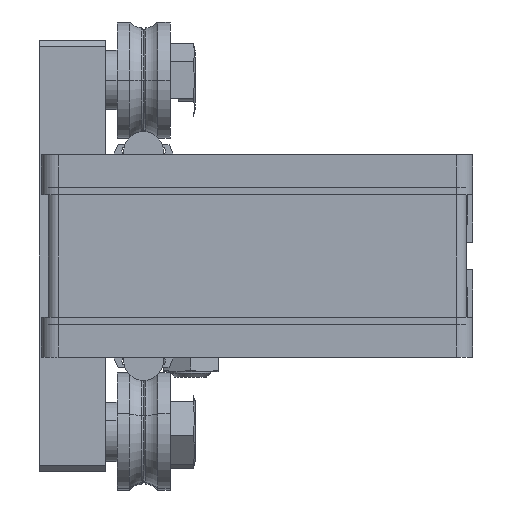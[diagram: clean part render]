
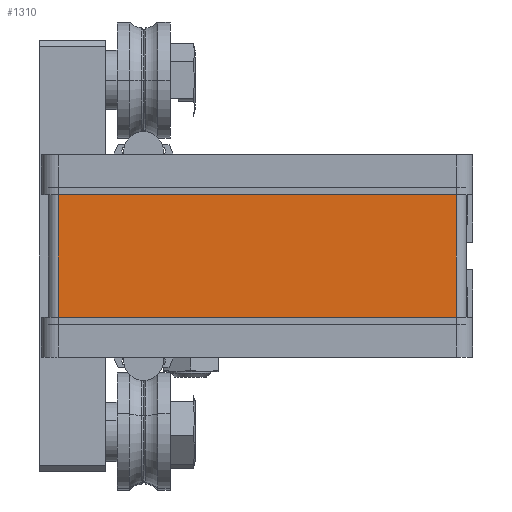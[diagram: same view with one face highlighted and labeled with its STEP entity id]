
A CAD part, left-side view. The second image highlights one B-rep face of the part: STEP entity #1310.
In plain terms, the highlighted planar face has unit normal (-1, 0, 0).
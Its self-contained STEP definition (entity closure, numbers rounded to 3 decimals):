
#616 = CARTESIAN_POINT ( 'NONE',  ( -98., -65.5, -20.5 ) ) ;
#624 = DIRECTION ( 'NONE',  ( 0., 1., 0. ) ) ;
#817 = CARTESIAN_POINT ( 'NONE',  ( -98., -62.5, -20.5 ) ) ;
#818 = DIRECTION ( 'NONE',  ( 0., 0., 1. ) ) ;
#819 = CARTESIAN_POINT ( 'NONE',  ( -98., 57.5, -20.5 ) ) ;
#820 = DIRECTION ( 'NONE',  ( 0., 0., 1. ) ) ;
#829 = CARTESIAN_POINT ( 'NONE',  ( -98., -65.5, 20.5 ) ) ;
#830 = DIRECTION ( 'NONE',  ( 0., 1., 0. ) ) ;
#1310 = ADVANCED_FACE ( 'NONE', ( #30480 ), #28756, .F. ) ;
#1667 = ORIENTED_EDGE ( 'NONE', *, *, #17363, .T. ) ;
#1668 = ORIENTED_EDGE ( 'NONE', *, *, #17283, .F. ) ;
#1669 = ORIENTED_EDGE ( 'NONE', *, *, #17366, .F. ) ;
#1670 = ORIENTED_EDGE ( 'NONE', *, *, #17367, .T. ) ;
#8919 = VERTEX_POINT ( 'NONE', #14625 ) ;
#8951 = VERTEX_POINT ( 'NONE', #14599 ) ;
#8956 = VERTEX_POINT ( 'NONE', #14594 ) ;
#14594 = CARTESIAN_POINT ( 'NONE',  ( -98., -62.5, 20.5 ) ) ;
#14599 = CARTESIAN_POINT ( 'NONE',  ( -98., 57.5, -20.5 ) ) ;
#14625 = CARTESIAN_POINT ( 'NONE',  ( -98., -62.5, -20.5 ) ) ;
#15534 = LINE ( 'NONE', #616, #15536 ) ;
#15536 = VECTOR ( 'NONE', #624, 1000. ) ;
#15672 = LINE ( 'NONE', #817, #15675 ) ;
#15675 = VECTOR ( 'NONE', #818, 1000. ) ;
#15677 = LINE ( 'NONE', #819, #15679 ) ;
#15678 = LINE ( 'NONE', #829, #15681 ) ;
#15679 = VECTOR ( 'NONE', #820, 1000. ) ;
#15681 = VECTOR ( 'NONE', #830, 1000. ) ;
#17283 = EDGE_CURVE ( 'NONE', #8919, #8951, #15534, .T. ) ;
#17363 = EDGE_CURVE ( 'NONE', #8919, #8956, #15672, .T. ) ;
#17366 = EDGE_CURVE ( 'NONE', #8951, #20414, #15677, .T. ) ;
#17367 = EDGE_CURVE ( 'NONE', #8956, #20414, #15678, .T. ) ;
#18409 = CARTESIAN_POINT ( 'NONE',  ( -98., 57.5, 20.5 ) ) ;
#20414 = VERTEX_POINT ( 'NONE', #18409 ) ;
#22764 = AXIS2_PLACEMENT_3D ( 'NONE', #28758, #28749, #28746 ) ;
#25349 = EDGE_LOOP ( 'NONE', ( #1670, #1669, #1668, #1667 ) ) ;
#28746 = DIRECTION ( 'NONE',  ( 0., 0., -1. ) ) ;
#28749 = DIRECTION ( 'NONE',  ( 1., 0., 0. ) ) ;
#28756 = PLANE ( 'NONE',  #22764 ) ;
#28758 = CARTESIAN_POINT ( 'NONE',  ( -98., -65.5, -20.5 ) ) ;
#30480 = FACE_OUTER_BOUND ( 'NONE', #25349, .T. ) ;
